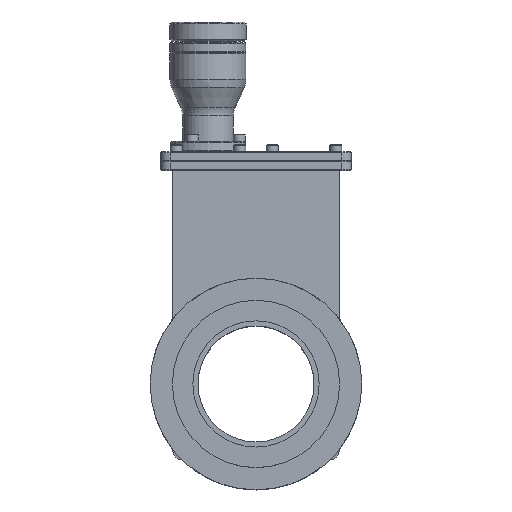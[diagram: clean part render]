
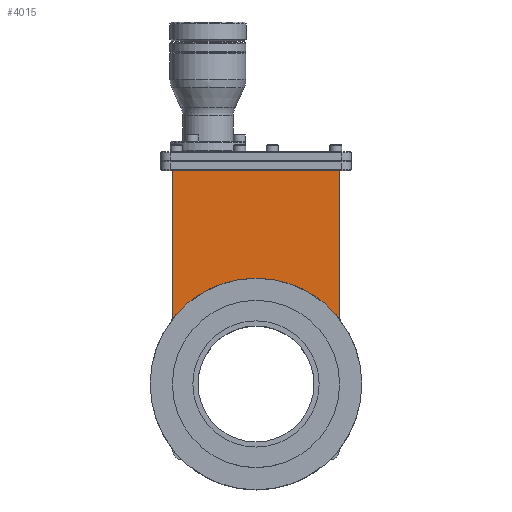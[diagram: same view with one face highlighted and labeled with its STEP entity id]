
A CAD part, top view. The second image highlights one B-rep face of the part: STEP entity #4015.
In plain terms, the highlighted planar face has unit normal (0, 0, 1).
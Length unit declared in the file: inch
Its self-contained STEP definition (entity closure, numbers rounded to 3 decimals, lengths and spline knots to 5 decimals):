
#152=CARTESIAN_POINT('',(0.,0.,0.5125));
#153=DIRECTION('',(0.,0.,-1.));
#154=DIRECTION('',(0.,1.,0.));
#155=AXIS2_PLACEMENT_3D('',#152,#153,#154);
#157=CARTESIAN_POINT('',(0.,0.,0.5125));
#158=DIRECTION('',(0.,0.,-1.));
#159=DIRECTION('',(-0.788,0.615,0.));
#160=AXIS2_PLACEMENT_3D('',#157,#158,#159);
#162=DIRECTION('',(0.,-1.,0.));
#163=VECTOR('',#162,3.84618);
#164=CARTESIAN_POINT('',(-2.16,5.532,0.5125));
#165=LINE('',#164,#163);
#166=DIRECTION('',(1.,0.,0.));
#167=VECTOR('',#166,4.32);
#168=CARTESIAN_POINT('',(-2.16,5.532,0.5125));
#169=LINE('',#168,#167);
#170=DIRECTION('',(0.,1.,0.));
#171=VECTOR('',#170,3.84618);
#172=CARTESIAN_POINT('',(2.16,1.68582,0.5125));
#173=LINE('',#172,#171);
#3054=CARTESIAN_POINT('',(-2.16,5.532,0.5125));
#3055=CARTESIAN_POINT('',(2.16,5.532,0.5125));
#3056=VERTEX_POINT('',#3054);
#3057=VERTEX_POINT('',#3055);
#3680=CARTESIAN_POINT('',(0.,2.74,0.5125));
#3681=CARTESIAN_POINT('',(2.16,1.68582,0.5125));
#3682=VERTEX_POINT('',#3680);
#3683=VERTEX_POINT('',#3681);
#3692=CARTESIAN_POINT('',(-2.16,1.68582,0.5125));
#3693=VERTEX_POINT('',#3692);
#3999=CARTESIAN_POINT('',(0.,0.,0.5125));
#4000=DIRECTION('',(0.,0.,1.));
#4001=DIRECTION('',(1.,0.,0.));
#4002=AXIS2_PLACEMENT_3D('',#3999,#4000,#4001);
#4003=PLANE('',#4002);
#4005=ORIENTED_EDGE('',*,*,#4004,.F.);
#4007=ORIENTED_EDGE('',*,*,#4006,.F.);
#4008=ORIENTED_EDGE('',*,*,#3975,.F.);
#4010=ORIENTED_EDGE('',*,*,#4009,.T.);
#4012=ORIENTED_EDGE('',*,*,#4011,.F.);
#4013=EDGE_LOOP('',(#4005,#4007,#4008,#4010,#4012));
#4014=FACE_OUTER_BOUND('',#4013,.F.);
#4015=ADVANCED_FACE('',(#4014),#4003,.T.);
#156=CIRCLE('',#155,2.74);
#161=CIRCLE('',#160,2.74);
#3975=EDGE_CURVE('',#3056,#3693,#165,.T.);
#4004=EDGE_CURVE('',#3682,#3683,#156,.T.);
#4006=EDGE_CURVE('',#3693,#3682,#161,.T.);
#4009=EDGE_CURVE('',#3056,#3057,#169,.T.);
#4011=EDGE_CURVE('',#3683,#3057,#173,.T.);
